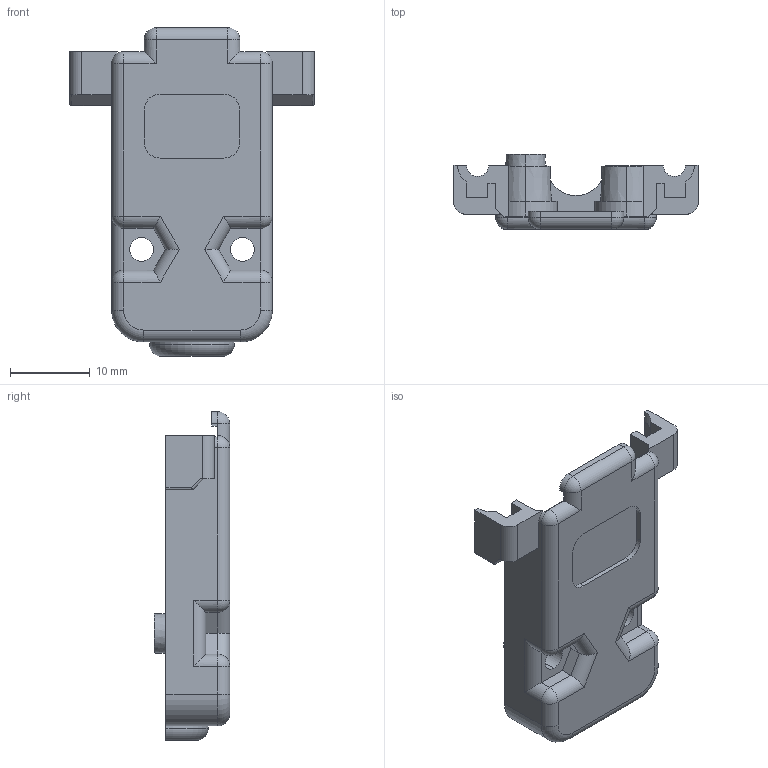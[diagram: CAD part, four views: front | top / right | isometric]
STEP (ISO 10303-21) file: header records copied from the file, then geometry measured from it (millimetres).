
FILE_DESCRIPTION (( 'STEP AP214' ), '1' );
FILE_NAME ('C570500F-E5DC-495E-98A4-677AA70592E1.STEP', '2025-02-03T22:13:01', ( '' ), ( '' ), 'SwSTEP 2.0', 'SolidWorks 2022', '' );
FILE_SCHEMA (( 'AUTOMOTIVE_DESIGN' ));
Length unit declared in the file: millimetre
Products named in the file (1): C570500F-E5DC-495E-98A4-677AA70592E1
Bounding box: 30.65 x 9.45 x 41.2 mm (x, y, z)
Volume: 2223.8 mm3; surface area: 3403.7 mm2
Topology: 1 solids, 1 shells, 164 faces, 439 edges, 270 vertices
Faces by surface type: plane 81, cylinder 60, cone 10, sphere 10, torus 3
Entity records: 5064 total; most frequent: CARTESIAN_POINT 944, DIRECTION 864, ORIENTED_EDGE 862, EDGE_CURVE 431, AXIS2_PLACEMENT_3D 290, VECTOR 284, LINE 284, VERTEX_POINT 270
